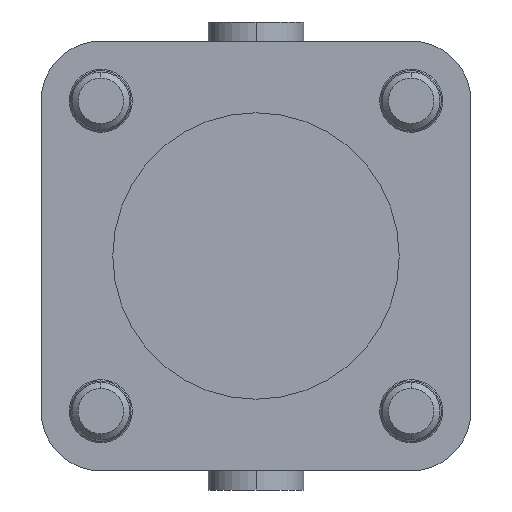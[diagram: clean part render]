
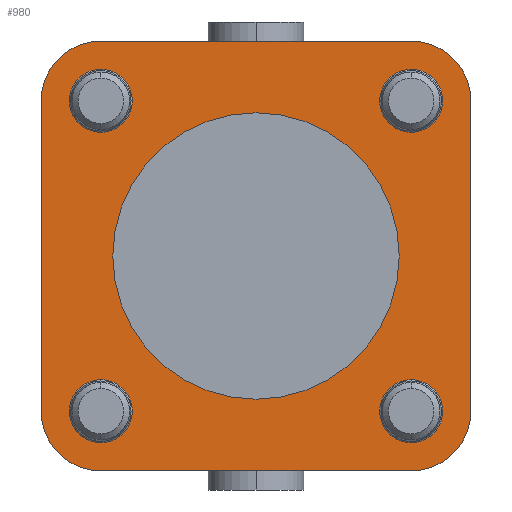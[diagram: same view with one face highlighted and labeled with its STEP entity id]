
A CAD part, left-side view. The second image highlights one B-rep face of the part: STEP entity #980.
In plain terms, the highlighted planar face has unit normal (-1, 0, 0).
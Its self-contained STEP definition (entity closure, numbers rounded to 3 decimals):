
#805=CARTESIAN_POINT('',(0.,-16.25,16.25));
#806=DIRECTION('',(1.,0.,0.));
#807=DIRECTION('',(0.,0.,-1.));
#808=AXIS2_PLACEMENT_3D('',#805,#806,#807);
#809=PLANE('',#808);
#810=CARTESIAN_POINT('',(0.,-0.,-15.));
#811=VERTEX_POINT('',#810);
#812=CARTESIAN_POINT('',(0.,0.,15.));
#813=VERTEX_POINT('',#812);
#814=CARTESIAN_POINT('',(0.,0.,0.));
#815=DIRECTION('',(1.,0.,0.));
#816=DIRECTION('',(0.,0.,-1.));
#817=AXIS2_PLACEMENT_3D('',#814,#815,#816);
#818=CIRCLE('',#817,15.);
#819=EDGE_CURVE('',#811,#813,#818,.T.);
#820=ORIENTED_EDGE('',*,*,#819,.T.);
#821=CARTESIAN_POINT('',(0.,0.,0.));
#822=DIRECTION('',(1.,0.,0.));
#823=DIRECTION('',(0.,0.,-1.));
#824=AXIS2_PLACEMENT_3D('',#821,#822,#823);
#825=CIRCLE('',#824,15.);
#826=EDGE_CURVE('',#813,#811,#825,.T.);
#827=ORIENTED_EDGE('',*,*,#826,.T.);
#828=EDGE_LOOP('',(#820,#827));
#829=FACE_BOUND('',#828,.T.);
#830=CARTESIAN_POINT('',(0.,16.25,-22.5));
#831=VERTEX_POINT('',#830);
#832=CARTESIAN_POINT('',(0.,22.5,-16.25));
#833=VERTEX_POINT('',#832);
#834=CARTESIAN_POINT('',(0.,16.25,-16.25));
#835=DIRECTION('',(1.,0.,0.));
#836=DIRECTION('',(0.,0.,-1.));
#837=AXIS2_PLACEMENT_3D('',#834,#835,#836);
#838=CIRCLE('',#837,6.25);
#839=EDGE_CURVE('',#831,#833,#838,.T.);
#840=ORIENTED_EDGE('',*,*,#839,.F.);
#841=CARTESIAN_POINT('',(0.,-16.25,-22.5));
#842=VERTEX_POINT('',#841);
#843=CARTESIAN_POINT('',(0.,-16.25,-22.5));
#844=DIRECTION('',(0.,1.,0.));
#845=VECTOR('',#844,32.5);
#846=LINE('',#843,#845);
#847=EDGE_CURVE('',#842,#831,#846,.T.);
#848=ORIENTED_EDGE('',*,*,#847,.F.);
#849=CARTESIAN_POINT('',(0.,-22.5,-16.25));
#850=VERTEX_POINT('',#849);
#851=CARTESIAN_POINT('',(0.,-16.25,-16.25));
#852=DIRECTION('',(1.,0.,0.));
#853=DIRECTION('',(0.,0.,-1.));
#854=AXIS2_PLACEMENT_3D('',#851,#852,#853);
#855=CIRCLE('',#854,6.25);
#856=EDGE_CURVE('',#850,#842,#855,.T.);
#857=ORIENTED_EDGE('',*,*,#856,.F.);
#858=CARTESIAN_POINT('',(0.,-22.5,16.25));
#859=VERTEX_POINT('',#858);
#860=CARTESIAN_POINT('',(0.,-22.5,16.25));
#861=DIRECTION('',(0.,0.,-1.));
#862=VECTOR('',#861,32.5);
#863=LINE('',#860,#862);
#864=EDGE_CURVE('',#859,#850,#863,.T.);
#865=ORIENTED_EDGE('',*,*,#864,.F.);
#866=CARTESIAN_POINT('',(0.,-16.25,22.5));
#867=VERTEX_POINT('',#866);
#868=CARTESIAN_POINT('',(0.,-16.25,16.25));
#869=DIRECTION('',(1.,0.,0.));
#870=DIRECTION('',(0.,0.,-1.));
#871=AXIS2_PLACEMENT_3D('',#868,#869,#870);
#872=CIRCLE('',#871,6.25);
#873=EDGE_CURVE('',#867,#859,#872,.T.);
#874=ORIENTED_EDGE('',*,*,#873,.F.);
#875=CARTESIAN_POINT('',(0.,16.25,22.5));
#876=VERTEX_POINT('',#875);
#877=CARTESIAN_POINT('',(0.,16.25,22.5));
#878=DIRECTION('',(0.,-1.,0.));
#879=VECTOR('',#878,32.5);
#880=LINE('',#877,#879);
#881=EDGE_CURVE('',#876,#867,#880,.T.);
#882=ORIENTED_EDGE('',*,*,#881,.F.);
#883=CARTESIAN_POINT('',(0.,22.5,16.25));
#884=VERTEX_POINT('',#883);
#885=CARTESIAN_POINT('',(0.,16.25,16.25));
#886=DIRECTION('',(1.,0.,0.));
#887=DIRECTION('',(0.,0.,-1.));
#888=AXIS2_PLACEMENT_3D('',#885,#886,#887);
#889=CIRCLE('',#888,6.25);
#890=EDGE_CURVE('',#884,#876,#889,.T.);
#891=ORIENTED_EDGE('',*,*,#890,.F.);
#892=CARTESIAN_POINT('',(0.,22.5,-16.25));
#893=DIRECTION('',(0.,0.,1.));
#894=VECTOR('',#893,32.5);
#895=LINE('',#892,#894);
#896=EDGE_CURVE('',#833,#884,#895,.T.);
#897=ORIENTED_EDGE('',*,*,#896,.F.);
#898=EDGE_LOOP('',(#840,#848,#857,#865,#874,#882,#891,#897));
#899=FACE_BOUND('',#898,.T.);
#900=CARTESIAN_POINT('',(0.,16.25,-19.55));
#901=VERTEX_POINT('',#900);
#902=CARTESIAN_POINT('',(0.,16.25,-12.95));
#903=VERTEX_POINT('',#902);
#904=CARTESIAN_POINT('',(0.,16.25,-16.25));
#905=DIRECTION('',(1.,0.,0.));
#906=DIRECTION('',(0.,0.,-1.));
#907=AXIS2_PLACEMENT_3D('',#904,#905,#906);
#908=CIRCLE('',#907,3.3);
#909=EDGE_CURVE('',#901,#903,#908,.T.);
#910=ORIENTED_EDGE('',*,*,#909,.T.);
#911=CARTESIAN_POINT('',(0.,16.25,-16.25));
#912=DIRECTION('',(1.,0.,0.));
#913=DIRECTION('',(0.,0.,-1.));
#914=AXIS2_PLACEMENT_3D('',#911,#912,#913);
#915=CIRCLE('',#914,3.3);
#916=EDGE_CURVE('',#903,#901,#915,.T.);
#917=ORIENTED_EDGE('',*,*,#916,.T.);
#918=EDGE_LOOP('',(#910,#917));
#919=FACE_BOUND('',#918,.T.);
#920=CARTESIAN_POINT('',(0.,16.25,12.95));
#921=VERTEX_POINT('',#920);
#922=CARTESIAN_POINT('',(0.,16.25,19.55));
#923=VERTEX_POINT('',#922);
#924=CARTESIAN_POINT('',(0.,16.25,16.25));
#925=DIRECTION('',(1.,0.,0.));
#926=DIRECTION('',(0.,0.,-1.));
#927=AXIS2_PLACEMENT_3D('',#924,#925,#926);
#928=CIRCLE('',#927,3.3);
#929=EDGE_CURVE('',#921,#923,#928,.T.);
#930=ORIENTED_EDGE('',*,*,#929,.T.);
#931=CARTESIAN_POINT('',(0.,16.25,16.25));
#932=DIRECTION('',(1.,0.,0.));
#933=DIRECTION('',(0.,0.,-1.));
#934=AXIS2_PLACEMENT_3D('',#931,#932,#933);
#935=CIRCLE('',#934,3.3);
#936=EDGE_CURVE('',#923,#921,#935,.T.);
#937=ORIENTED_EDGE('',*,*,#936,.T.);
#938=EDGE_LOOP('',(#930,#937));
#939=FACE_BOUND('',#938,.T.);
#940=CARTESIAN_POINT('',(0.,-16.25,-19.55));
#941=VERTEX_POINT('',#940);
#942=CARTESIAN_POINT('',(0.,-16.25,-12.95));
#943=VERTEX_POINT('',#942);
#944=CARTESIAN_POINT('',(0.,-16.25,-16.25));
#945=DIRECTION('',(1.,0.,0.));
#946=DIRECTION('',(0.,0.,-1.));
#947=AXIS2_PLACEMENT_3D('',#944,#945,#946);
#948=CIRCLE('',#947,3.3);
#949=EDGE_CURVE('',#941,#943,#948,.T.);
#950=ORIENTED_EDGE('',*,*,#949,.T.);
#951=CARTESIAN_POINT('',(0.,-16.25,-16.25));
#952=DIRECTION('',(1.,0.,0.));
#953=DIRECTION('',(0.,0.,-1.));
#954=AXIS2_PLACEMENT_3D('',#951,#952,#953);
#955=CIRCLE('',#954,3.3);
#956=EDGE_CURVE('',#943,#941,#955,.T.);
#957=ORIENTED_EDGE('',*,*,#956,.T.);
#958=EDGE_LOOP('',(#950,#957));
#959=FACE_BOUND('',#958,.T.);
#960=CARTESIAN_POINT('',(0.,-16.25,12.95));
#961=VERTEX_POINT('',#960);
#962=CARTESIAN_POINT('',(0.,-16.25,19.55));
#963=VERTEX_POINT('',#962);
#964=CARTESIAN_POINT('',(0.,-16.25,16.25));
#965=DIRECTION('',(1.,0.,0.));
#966=DIRECTION('',(0.,0.,-1.));
#967=AXIS2_PLACEMENT_3D('',#964,#965,#966);
#968=CIRCLE('',#967,3.3);
#969=EDGE_CURVE('',#961,#963,#968,.T.);
#970=ORIENTED_EDGE('',*,*,#969,.T.);
#971=CARTESIAN_POINT('',(0.,-16.25,16.25));
#972=DIRECTION('',(1.,0.,0.));
#973=DIRECTION('',(0.,0.,-1.));
#974=AXIS2_PLACEMENT_3D('',#971,#972,#973);
#975=CIRCLE('',#974,3.3);
#976=EDGE_CURVE('',#963,#961,#975,.T.);
#977=ORIENTED_EDGE('',*,*,#976,.T.);
#978=EDGE_LOOP('',(#970,#977));
#979=FACE_BOUND('',#978,.T.);
#980=ADVANCED_FACE('',(#829,#899,#919,#939,#959,#979),#809,.F.);
